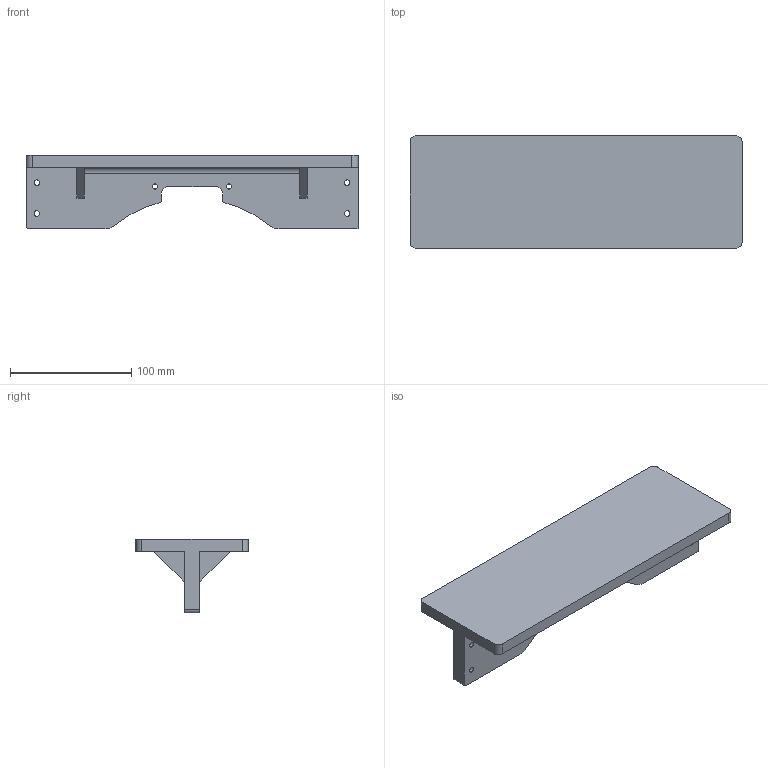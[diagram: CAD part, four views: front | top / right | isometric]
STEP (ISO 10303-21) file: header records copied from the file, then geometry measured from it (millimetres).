
FILE_DESCRIPTION(/* description */ ('Unknown'),/* implementation_level */ '2;1');
FILE_NAME(/* name */ 'mounting_base_AOSLO_ver2',/* time_stamp */ '2025-02-25T08:10:32+02:00',/* author */ ('Unknown'),/* organization */ ('Unknown'),/* preprocessor_version */ 'ST-DEVELOPER v18.102',/* originating_system */ 'Solid Edge',/* authorisation */ 'Unknown');
FILE_SCHEMA (('AUTOMOTIVE_DESIGN {1 0 10303 214 3 1 1}'));
Length unit declared in the file: millimetre
Products named in the file (1): mounting_base_AOSLO_ver2
Bounding box: 273.56 x 92.7 x 60.8 mm (x, y, z)
Volume: 401941.1 mm3; surface area: 83959.3 mm2
Topology: 1 solids, 1 shells, 45 faces, 129 edges, 86 vertices
Faces by surface type: plane 26, cylinder 19
Full cylindrical faces by diameter (mm): 4.234 x2, 4.496 x4
Entity records: 1814 total; most frequent: CARTESIAN_POINT 255, DIRECTION 253, ORIENTED_EDGE 246, EDGE_CURVE 123, VERTEX_POINT 86, LINE 85, VECTOR 85, AXIS2_PLACEMENT_3D 84
